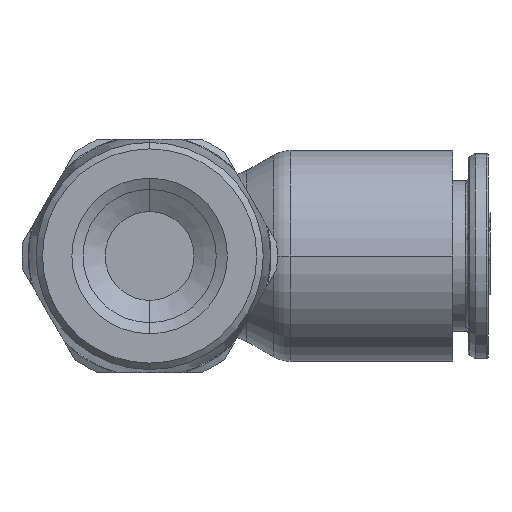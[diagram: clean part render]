
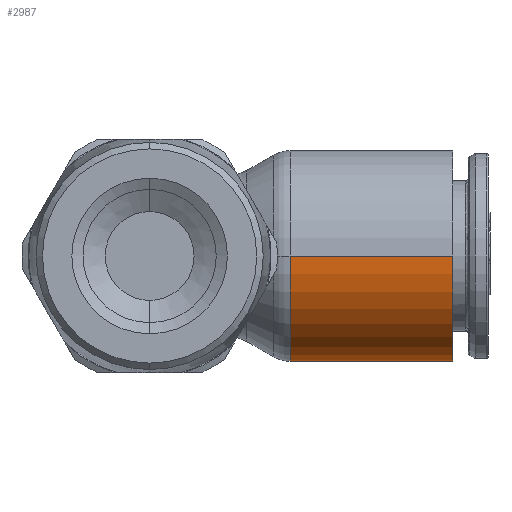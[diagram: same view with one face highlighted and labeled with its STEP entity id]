
A CAD part, left-side view. The second image highlights one B-rep face of the part: STEP entity #2987.
In plain terms, the highlighted cylindrical face has radius 9.49 mm (diameter 18.98 mm), a partial arc.
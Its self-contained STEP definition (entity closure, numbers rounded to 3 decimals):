
#2987=ADVANCED_FACE('',(#6570),#6571,.T.);
#6570=FACE_OUTER_BOUND('',#14835,.T.);
#6571=CYLINDRICAL_SURFACE('',#14836,9.49);
#14835=EDGE_LOOP('',(#26123,#26124,#26125,#26126));
#14836=AXIS2_PLACEMENT_3D('',#26127,#26128,#26129);
#26123=ORIENTED_EDGE('',*,*,#35141,.F.);
#26124=ORIENTED_EDGE('',*,*,#35142,.F.);
#26125=ORIENTED_EDGE('',*,*,#35143,.F.);
#26126=ORIENTED_EDGE('',*,*,#32939,.T.);
#26127=CARTESIAN_POINT('',(0.0,1.365,0.0));
#26128=DIRECTION('',(0.0,1.0,-0.0));
#26129=DIRECTION('',(-1.0,0.0,0.0));
#32939=EDGE_CURVE('',#38710,#38709,#38712,.T.);
#35141=EDGE_CURVE('',#41959,#38709,#41960,.T.);
#35142=EDGE_CURVE('',#41961,#41959,#41962,.T.);
#35143=EDGE_CURVE('',#38710,#41961,#41963,.T.);
#38709=VERTEX_POINT('',#48359);
#38710=VERTEX_POINT('',#48360);
#38712=CIRCLE('',#48362,9.49);
#41959=VERTEX_POINT('',#55833);
#41960=LINE('',#55834,#55835);
#41961=VERTEX_POINT('',#55836);
#41962=CIRCLE('',#55837,9.49);
#41963=LINE('',#55838,#55839);
#48359=CARTESIAN_POINT('',(-9.49,-27.3,0.0));
#48360=CARTESIAN_POINT('',(9.49,-27.3,0.));
#48362=AXIS2_PLACEMENT_3D('',#60512,#60513,#60514);
#55833=CARTESIAN_POINT('',(-9.49,-12.654,0.0));
#55834=CARTESIAN_POINT('',(-9.49,-19.977,0.));
#55835=VECTOR('',#63533,1.0);
#55836=CARTESIAN_POINT('',(9.49,-12.654,0.));
#55837=AXIS2_PLACEMENT_3D('',#63534,#63535,#63536);
#55838=CARTESIAN_POINT('',(9.49,-19.977,0.));
#55839=VECTOR('',#63537,1.0);
#60512=CARTESIAN_POINT('',(0.0,-27.3,0.0));
#60513=DIRECTION('',(-0.0,1.0,0.0));
#60514=DIRECTION('',(1.0,0.0,0.0));
#63533=DIRECTION('',(-0.0,-1.0,-0.0));
#63534=CARTESIAN_POINT('',(0.0,-12.654,0.0));
#63535=DIRECTION('',(-0.0,1.0,0.0));
#63536=DIRECTION('',(1.0,0.0,0.0));
#63537=DIRECTION('',(0.0,1.0,-0.0));
